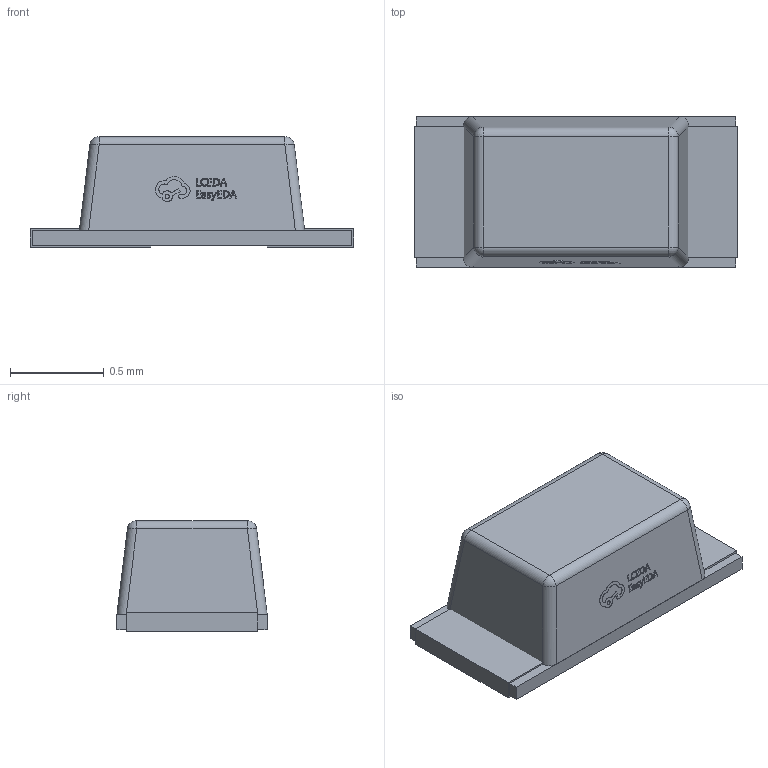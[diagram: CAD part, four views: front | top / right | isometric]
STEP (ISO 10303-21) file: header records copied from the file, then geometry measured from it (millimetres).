
FILE_DESCRIPTION (( 'STEP AP214' ), '1' );
FILE_NAME ('SENSORS-SMD_L1.7-W0.8-H0.6.step', '2022-07-12T15:08:58', ( '' ), ( '' ), 'SwSTEP 2.0', 'SolidWorks 2020', '' );
FILE_SCHEMA (( 'AUTOMOTIVE_DESIGN' ));
Length unit declared in the file: millimetre
Products named in the file (1): SENSORS-SMD_L1.7-W0.8-H0.6
Bounding box: 1.72 x 0.8 x 0.59 mm (x, y, z)
Volume: 0.5 mm3; surface area: 6.8 mm2
Topology: 2 solids, 2 shells, 331 faces, 891 edges, 590 vertices
Faces by surface type: plane 207, bspline 112, cylinder 8, sphere 4
Entity records: 14246 total; most frequent: CARTESIAN_POINT 3929, ORIENTED_EDGE 1782, DIRECTION 1111, EDGE_CURVE 891, VECTOR 647, LINE 647, VERTEX_POINT 590, EDGE_LOOP 357
